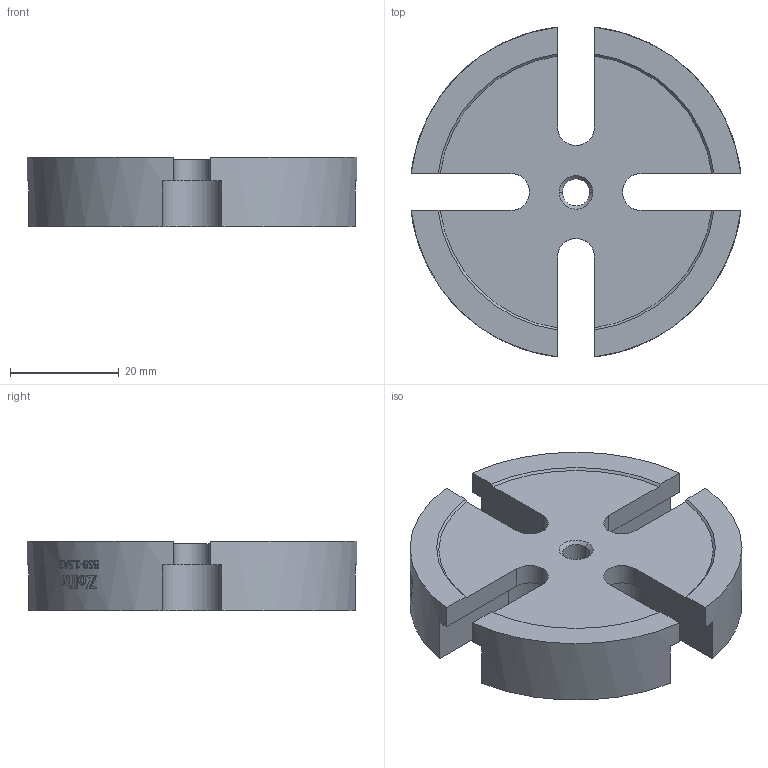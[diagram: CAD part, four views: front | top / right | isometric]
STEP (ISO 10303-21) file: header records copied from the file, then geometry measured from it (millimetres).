
FILE_DESCRIPTION (( 'STEP AP203' ), '1' );
FILE_NAME ('BSB-1.5A2.STEP', '2025-08-19T03:16:28', ( '' ), ( '' ), 'SwSTEP 2.0', 'SolidWorks 2020', '' );
FILE_SCHEMA (( 'CONFIG_CONTROL_DESIGN' ));
Length unit declared in the file: millimetre
Products named in the file (1): BSB-1.5A2
Bounding box: 60.62 x 60.62 x 12.7 mm (x, y, z)
Volume: 25365 mm3; surface area: 9355.9 mm2
Topology: 1 solids, 1 shells, 352 faces, 974 edges, 648 vertices
Faces by surface type: bspline 278, cylinder 40, plane 26, cone 8
Entity records: 18644 total; most frequent: CARTESIAN_POINT 12018, ORIENTED_EDGE 1948, EDGE_CURVE 974, B_SPLINE_CURVE_WITH_KNOTS 842, VERTEX_POINT 648, EDGE_LOOP 378, ADVANCED_FACE 352, FACE_OUTER_BOUND 352
